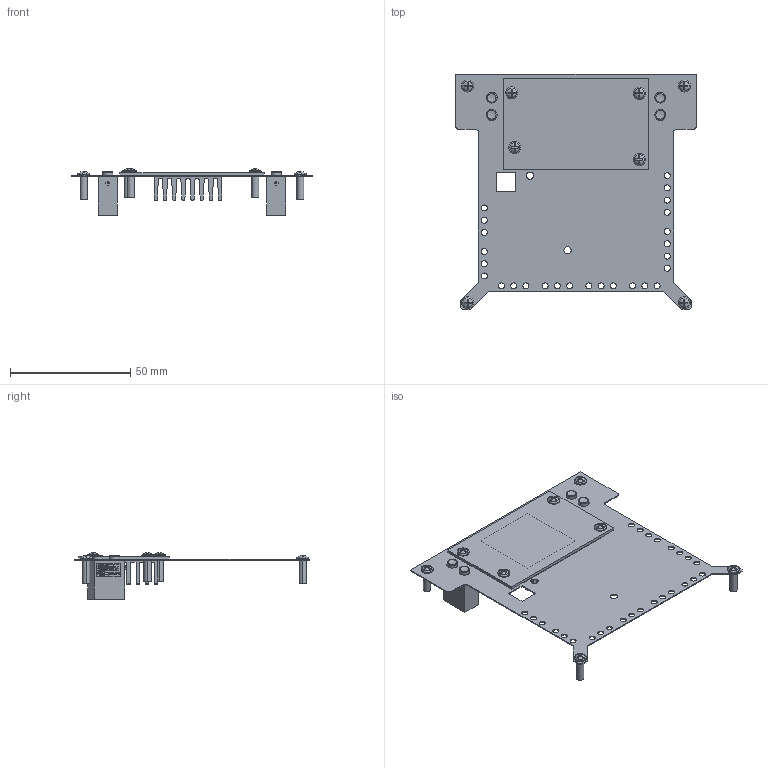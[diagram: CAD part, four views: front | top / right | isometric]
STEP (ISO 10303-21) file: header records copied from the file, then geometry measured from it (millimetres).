
FILE_DESCRIPTION(('Open CASCADE Model'),'2;1');
FILE_NAME('Open CASCADE Shape Model','2019-10-10T22:37:59',('Author'),( 'Open CASCADE'),'Open CASCADE STEP processor 6.8','Open CASCADE 6.8' ,'Unknown');
FILE_SCHEMA(('AUTOMOTIVE_DESIGN { 1 0 10303 214 1 1 1 1 }'));
Length unit declared in the file: millimetre
Products named in the file (16): PCB; Board; Open CASCADE STEP translator 6.8 2.1.1; M1; User_Library-658-45AB; Screw-3mmX10mm; 6587876272; Extruded; HOLE1; HOLE2; HOLE3; HOLE4; J2; PDB_XT60_PLUG; J1
Assembly tree (24 placements, depth 4):
  PCB
    Board
      Open CASCADE STEP translator 6.8 2.1.1
    M1
      User_Library-658-45AB
      Screw-3mmX10mm  x4
      6587876272
        Extruded
    HOLE1
      Screw-3mmX10mm
    HOLE2
      Screw-3mmX10mm
    HOLE3
      Screw-3mmX10mm
    HOLE4
      Screw-3mmX10mm
    J2
      PDB_XT60_PLUG
      PDB_XT60_PLUG
    J1
      PDB_XT60_PLUG
      PDB_XT60_PLUG
Bounding box: 100 x 98 x 19.24 mm (x, y, z)
Volume: 10682.8 mm3; surface area: 27708.1 mm2
Topology: 15 solids, 15 shells, 1480 faces, 4034 edges, 2636 vertices
Faces by surface type: plane 988, cylinder 254, extrusion 174, torus 52, sphere 12
Full cylindrical faces by diameter (mm): 2 x4, 2.25 x2, 2.5 x28, 3 x2, 3.4 x4, 4.25 x6, 4.5 x8, 5.75 x4
Entity records: 38388 total; most frequent: CARTESIAN_POINT 8697, ORIENTED_EDGE 4896, DIRECTION 4472, EDGE_CURVE 2448, VECTOR 1718, LINE 1631, VERTEX_POINT 1592, AXIS2_PLACEMENT_3D 1377
